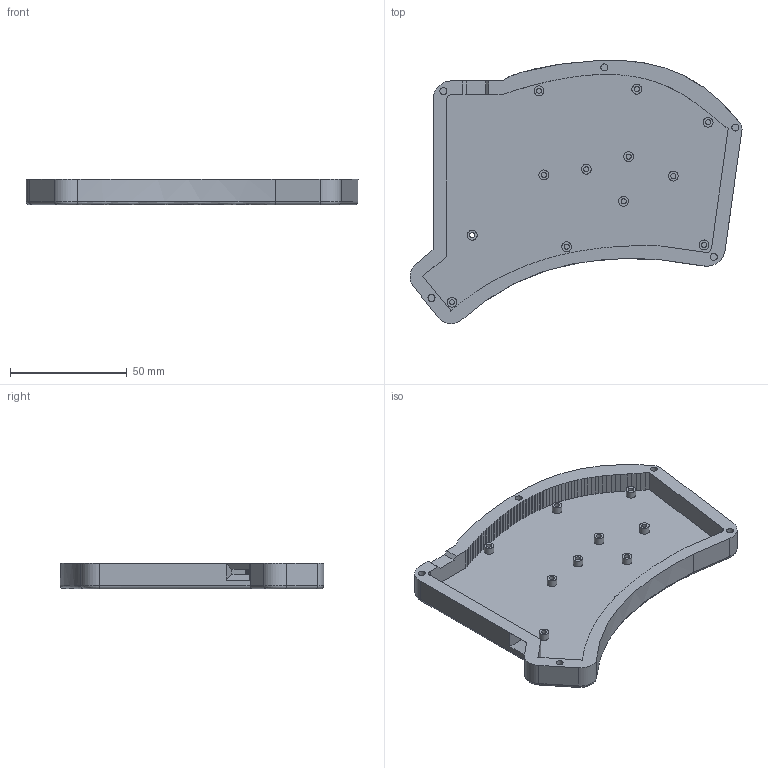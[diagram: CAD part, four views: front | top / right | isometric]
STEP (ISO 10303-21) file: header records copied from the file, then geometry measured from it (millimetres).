
FILE_DESCRIPTION(/* description */ (''),/* implementation_level */ '2;1');
FILE_NAME(/* name */ 'Right Top Case Bottom.step',/* time_stamp */ '2026-02-20T22:07:06+09:00',/* author */ (''),/* organization */ (''),/* preprocessor_version */ 'ST-DEVELOPER v20.1',/* originating_system */ 'Autodesk Translation Framework v14.24.0.0',/* authorisation */ '');
FILE_SCHEMA (('AUTOMOTIVE_DESIGN { 1 0 10303 214 3 1 1 }'));
Length unit declared in the file: millimetre
Products named in the file (1): 2026-02-20-22-07-06-509
Bounding box: 142.02 x 112.68 x 11 mm (x, y, z)
Volume: 44436.7 mm3; surface area: 31549 mm2
Topology: 2 solids, 2 shells, 268 faces, 694 edges, 457 vertices
Faces by surface type: plane 213, cylinder 44, bspline 6, torus 5
Full cylindrical faces by diameter (mm): 2.2 x12, 3 x5, 4.2 x13
Entity records: 8450 total; most frequent: CARTESIAN_POINT 1803, ORIENTED_EDGE 1388, DIRECTION 1297, EDGE_CURVE 694, LINE 589, VECTOR 589, VERTEX_POINT 457, AXIS2_PLACEMENT_3D 354
